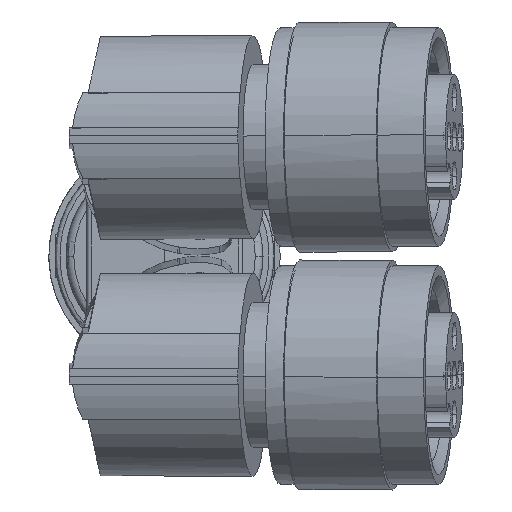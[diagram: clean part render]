
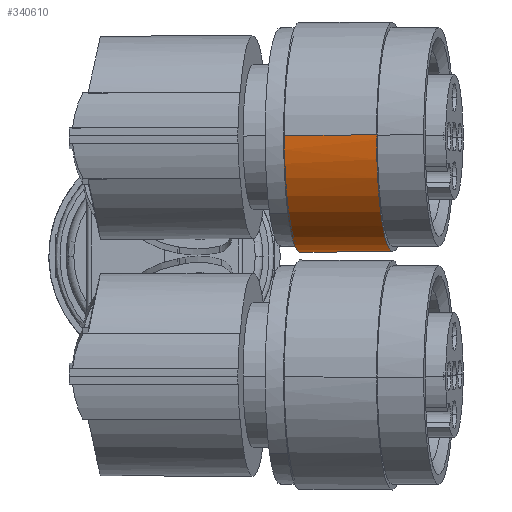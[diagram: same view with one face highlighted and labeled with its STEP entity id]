
A CAD part, left-side view. The second image highlights one B-rep face of the part: STEP entity #340610.
In plain terms, the highlighted cylindrical face has radius 7.35 mm (diameter 14.7 mm), a partial arc.
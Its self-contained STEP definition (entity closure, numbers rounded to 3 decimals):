
#339980=CARTESIAN_POINT('',(20.465,43.615,
10.243));
#339990=DIRECTION('',(0.,0.99,
-0.139));
#340000=DIRECTION('',(0.,-0.139,
-0.99));
#340010=AXIS2_PLACEMENT_3D('',#339980,#339990,#340000);
#340020=CIRCLE('',#340010,7.35);
#340030=CARTESIAN_POINT('',(17.759,42.664,
3.476));
#340040=VERTEX_POINT('',#340030);
#340050=CARTESIAN_POINT('',(20.465,44.638,
17.521));
#340060=VERTEX_POINT('',#340050);
#340070=EDGE_CURVE('',#340040,#340060,#340020,.T.);
#340090=CARTESIAN_POINT('',(20.465,42.592,
2.964));
#340100=VERTEX_POINT('',#340090);
#340130=EDGE_CURVE('',#340100,#340040,#340020,.T.);
#340250=CARTESIAN_POINT('',(20.465,49.556,
9.408));
#340260=DIRECTION('',(0.,0.99,
-0.139));
#340270=DIRECTION('',(0.,-0.139,
-0.99));
#340280=AXIS2_PLACEMENT_3D('',#340250,#340260,#340270);
#340290=CYLINDRICAL_SURFACE('',#340280,7.35);
#340300=CARTESIAN_POINT('',(20.465,48.533,
2.129));
#340310=DIRECTION('',(0.,0.99,
-0.139));
#340320=VECTOR('',#340310,1.);
#340330=LINE('',#340300,#340320);
#340340=CARTESIAN_POINT('',(20.465,48.533,
2.129));
#340350=VERTEX_POINT('',#340340);
#340360=EDGE_CURVE('',#340100,#340350,#340330,.T.);
#340370=ORIENTED_EDGE('',*,*,#340360,.F.);
#340380=CARTESIAN_POINT('',(20.465,49.556,
9.408));
#340390=DIRECTION('',(0.,0.99,
-0.139));
#340400=DIRECTION('',(0.,-0.139,
-0.99));
#340410=AXIS2_PLACEMENT_3D('',#340380,#340390,#340400);
#340420=CIRCLE('',#340410,7.35);
#340430=CARTESIAN_POINT('',(20.157,48.534,
2.136));
#340440=VERTEX_POINT('',#340430);
#340450=EDGE_CURVE('',#340350,#340440,#340420,.T.);
#340460=ORIENTED_EDGE('',*,*,#340450,.F.);
#340470=CARTESIAN_POINT('',(20.465,50.579,
16.686));
#340480=VERTEX_POINT('',#340470);
#340490=EDGE_CURVE('',#340440,#340480,#340420,.T.);
#340500=ORIENTED_EDGE('',*,*,#340490,.F.);
#340510=CARTESIAN_POINT('',(20.465,50.579,
16.686));
#340520=DIRECTION('',(0.,0.99,
-0.139));
#340530=VECTOR('',#340520,1.);
#340540=LINE('',#340510,#340530);
#340550=EDGE_CURVE('',#340060,#340480,#340540,.T.);
#340560=ORIENTED_EDGE('',*,*,#340550,.T.);
#340570=ORIENTED_EDGE('',*,*,#340070,.T.);
#340580=ORIENTED_EDGE('',*,*,#340130,.T.);
#340590=EDGE_LOOP('',(#340580,#340570,#340560,#340500,#340460,#340370));
#340600=FACE_OUTER_BOUND('',#340590,.T.);
#340610=ADVANCED_FACE('',(#340600),#340290,.T.);
